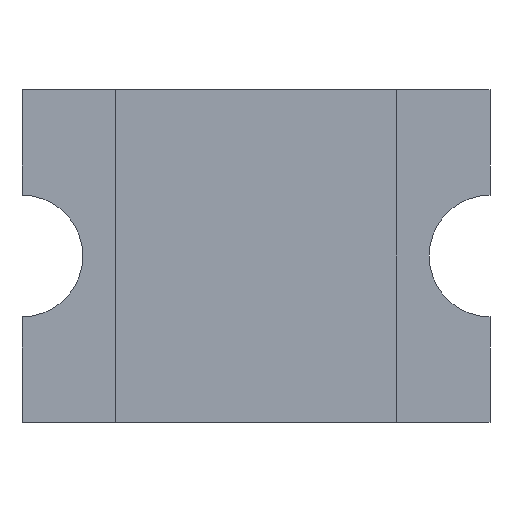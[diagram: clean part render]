
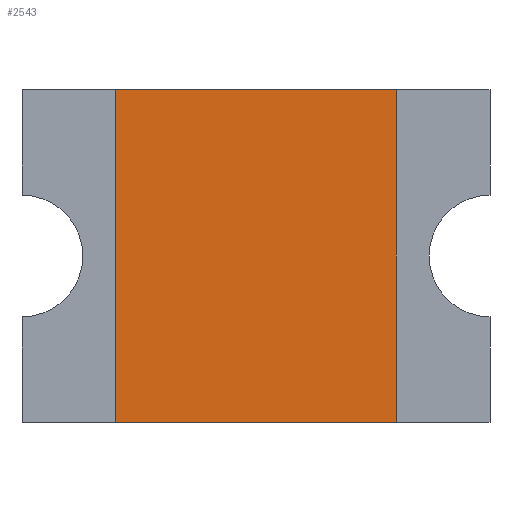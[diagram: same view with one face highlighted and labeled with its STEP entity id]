
A CAD part, front view. The second image highlights one B-rep face of the part: STEP entity #2543.
In plain terms, the highlighted planar face has unit normal (0, -1, 0).
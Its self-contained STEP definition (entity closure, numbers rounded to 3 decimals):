
#417 = CARTESIAN_POINT ( 'NONE',  ( -1.35, -0.42, 1.6 ) ) ;
#600 = VERTEX_POINT ( 'NONE', #417 ) ;
#802 = EDGE_CURVE ( 'NONE', #600, #7462, #9047, .T. ) ;
#859 = CARTESIAN_POINT ( 'NONE',  ( -1.35, -0.42, -1.6 ) ) ;
#1203 = DIRECTION ( 'NONE',  ( 0., 1., 0. ) ) ;
#2157 = CARTESIAN_POINT ( 'NONE',  ( 1.35, -0.42, 1.6 ) ) ;
#2543 = ADVANCED_FACE ( 'NONE', ( #9175 ), #7039, .F. ) ;
#2603 = EDGE_CURVE ( 'NONE', #600, #9923, #8294, .T. ) ;
#2726 = CARTESIAN_POINT ( 'NONE',  ( -1.35, -0.42, 1.6 ) ) ;
#3092 = VECTOR ( 'NONE', #7943, 1000. ) ;
#3692 = EDGE_LOOP ( 'NONE', ( #7900, #4150, #6330, #13429 ) ) ;
#4150 = ORIENTED_EDGE ( 'NONE', *, *, #8575, .F. ) ;
#4761 = DIRECTION ( 'NONE',  ( 0., 0., 1. ) ) ;
#5209 = CARTESIAN_POINT ( 'NONE',  ( 1.35, -0.42, -1.6 ) ) ;
#5966 = CARTESIAN_POINT ( 'NONE',  ( -1.35, -0.42, 1.6 ) ) ;
#6111 = VECTOR ( 'NONE', #9717, 1000. ) ;
#6183 = AXIS2_PLACEMENT_3D ( 'NONE', #13737, #1203, #4761 ) ;
#6239 = DIRECTION ( 'NONE',  ( 1., 0., 0. ) ) ;
#6330 = ORIENTED_EDGE ( 'NONE', *, *, #2603, .F. ) ;
#6612 = DIRECTION ( 'NONE',  ( 0., 0., -1. ) ) ;
#7039 = PLANE ( 'NONE',  #6183 ) ;
#7462 = VERTEX_POINT ( 'NONE', #10076 ) ;
#7900 = ORIENTED_EDGE ( 'NONE', *, *, #9666, .T. ) ;
#7943 = DIRECTION ( 'NONE',  ( 0., 0., -1. ) ) ;
#8042 = VECTOR ( 'NONE', #6239, 1000. ) ;
#8294 = LINE ( 'NONE', #2726, #8042 ) ;
#8575 = EDGE_CURVE ( 'NONE', #9923, #10393, #13238, .T. ) ;
#9047 = LINE ( 'NONE', #5966, #3092 ) ;
#9175 = FACE_OUTER_BOUND ( 'NONE', #3692, .T. ) ;
#9666 = EDGE_CURVE ( 'NONE', #7462, #10393, #12916, .T. ) ;
#9717 = DIRECTION ( 'NONE',  ( 1., 0., 0. ) ) ;
#9923 = VERTEX_POINT ( 'NONE', #13295 ) ;
#10076 = CARTESIAN_POINT ( 'NONE',  ( -1.35, -0.42, -1.6 ) ) ;
#10393 = VERTEX_POINT ( 'NONE', #5209 ) ;
#12594 = VECTOR ( 'NONE', #6612, 1000. ) ;
#12916 = LINE ( 'NONE', #859, #6111 ) ;
#13238 = LINE ( 'NONE', #2157, #12594 ) ;
#13295 = CARTESIAN_POINT ( 'NONE',  ( 1.35, -0.42, 1.6 ) ) ;
#13429 = ORIENTED_EDGE ( 'NONE', *, *, #802, .T. ) ;
#13737 = CARTESIAN_POINT ( 'NONE',  ( -1.35, -0.42, 1.6 ) ) ;
